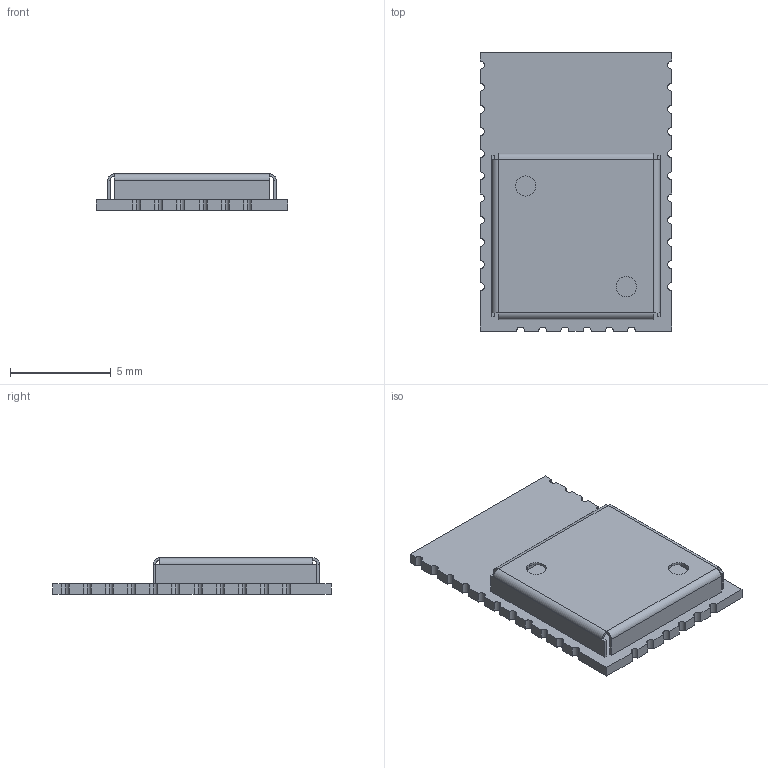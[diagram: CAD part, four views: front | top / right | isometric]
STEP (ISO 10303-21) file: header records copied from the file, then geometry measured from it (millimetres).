
FILE_DESCRIPTION(('STEP AP214'),'1');
FILE_NAME('M20048-1_wshielding.step','2022-02-23T03:48:06',(' '),('ANSOFT Corporation'),'Spatial InterOp 3D',' ',' ');
FILE_SCHEMA(('AUTOMOTIVE_DESIGN { 1 0 10303 214 1 1 1 1 }'));
Length unit declared in the file: millimetre
Products named in the file (1): can
Bounding box: 9.5 x 13.8 x 1.82 mm (x, y, z)
Volume: 80.6 mm3; surface area: 493.1 mm2
Topology: 2 solids, 2 shells, 136 faces, 364 edges, 232 vertices
Faces by surface type: cylinder 68, plane 68
Entity records: 4292 total; most frequent: DIRECTION 776, CARTESIAN_POINT 734, ORIENTED_EDGE 728, EDGE_CURVE 364, AXIS2_PLACEMENT_3D 274, VERTEX_POINT 232, LINE 228, VECTOR 228
